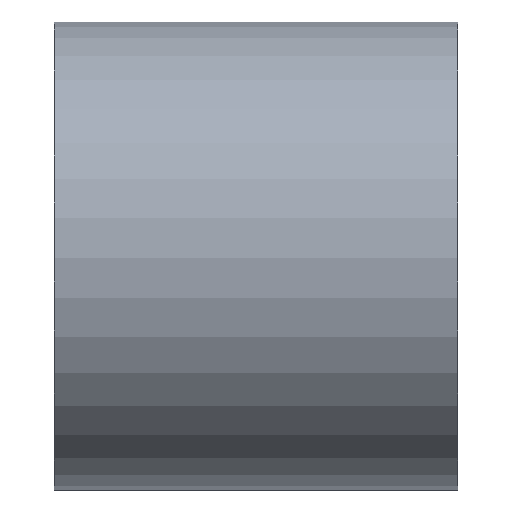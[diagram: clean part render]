
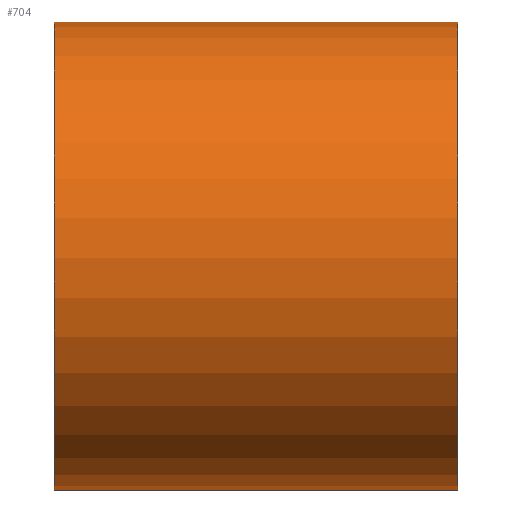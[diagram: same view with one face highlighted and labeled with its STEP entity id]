
A CAD part, left-side view. The second image highlights one B-rep face of the part: STEP entity #704.
In plain terms, the highlighted cylindrical face has radius 29.464 mm (diameter 58.928 mm), a partial arc.
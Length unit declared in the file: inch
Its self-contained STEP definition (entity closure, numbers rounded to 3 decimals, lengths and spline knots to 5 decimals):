
#60=FACE_OUTER_BOUND('',#97,.T.);
#97=EDGE_LOOP('',(#548,#549,#550,#551));
#148=LINE('',#1249,#187);
#149=LINE('',#1255,#188);
#187=VECTOR('',#1032,0.3937);
#188=VECTOR('',#1039,0.3937);
#251=CIRCLE('',#812,1.16);
#252=CIRCLE('',#813,1.16);
#315=VERTEX_POINT('',#1245);
#316=VERTEX_POINT('',#1247);
#317=VERTEX_POINT('',#1251);
#318=VERTEX_POINT('',#1253);
#414=EDGE_CURVE('',#315,#316,#148,.T.);
#415=EDGE_CURVE('',#317,#315,#251,.T.);
#416=EDGE_CURVE('',#318,#316,#252,.T.);
#417=EDGE_CURVE('',#317,#318,#149,.T.);
#548=ORIENTED_EDGE('',*,*,#415,.T.);
#549=ORIENTED_EDGE('',*,*,#414,.T.);
#550=ORIENTED_EDGE('',*,*,#416,.F.);
#551=ORIENTED_EDGE('',*,*,#417,.F.);
#670=CYLINDRICAL_SURFACE('',#811,1.16);
#704=ADVANCED_FACE('',(#60),#670,.T.);
#811=AXIS2_PLACEMENT_3D('',#1250,#1033,#1034);
#812=AXIS2_PLACEMENT_3D('',#1252,#1035,#1036);
#813=AXIS2_PLACEMENT_3D('',#1254,#1037,#1038);
#1032=DIRECTION('',(0.,1.,0.));
#1033=DIRECTION('center_axis',(0.,1.,0.));
#1034=DIRECTION('ref_axis',(-0.708,0.,-0.706));
#1035=DIRECTION('center_axis',(0.,1.,0.));
#1036=DIRECTION('ref_axis',(1.,0.,0.));
#1037=DIRECTION('center_axis',(0.,1.,0.));
#1038=DIRECTION('ref_axis',(1.,0.,0.));
#1039=DIRECTION('',(0.,1.,0.));
#1245=CARTESIAN_POINT('',(0.35156,0.,1.10544));
#1247=CARTESIAN_POINT('',(0.35156,2.,1.10544));
#1249=CARTESIAN_POINT('',(0.35156,0.,1.10544));
#1250=CARTESIAN_POINT('Origin',(0.,0.,0.));
#1251=CARTESIAN_POINT('',(1.10668,0.,0.34764));
#1252=CARTESIAN_POINT('Origin',(0.,0.,0.));
#1253=CARTESIAN_POINT('',(1.10668,2.,0.34764));
#1254=CARTESIAN_POINT('Origin',(0.,2.,0.));
#1255=CARTESIAN_POINT('',(1.10668,0.,0.34764));
